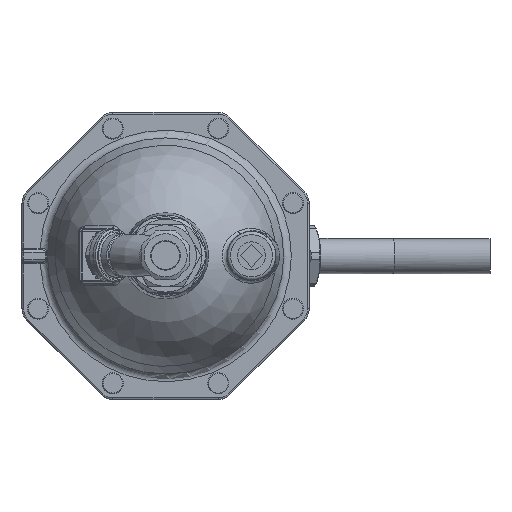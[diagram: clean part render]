
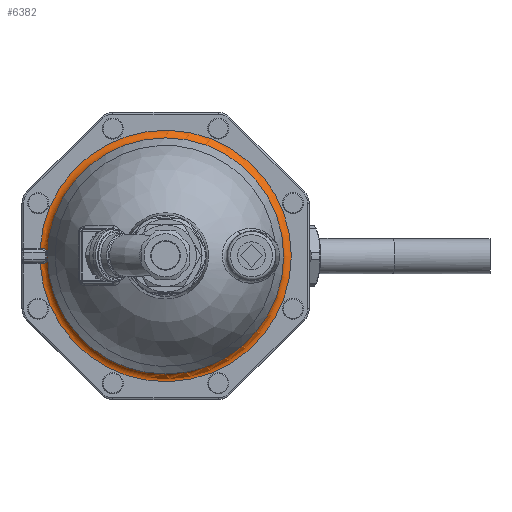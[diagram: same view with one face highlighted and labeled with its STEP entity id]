
A CAD part, top view. The second image highlights one B-rep face of the part: STEP entity #6382.
In plain terms, the highlighted toroidal (fillet/blend) face has major radius 77.501 mm and minor radius 5 mm.
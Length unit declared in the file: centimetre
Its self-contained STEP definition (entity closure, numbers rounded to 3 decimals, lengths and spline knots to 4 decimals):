
#408=TOROIDAL_SURFACE('',#7035,7.7501,0.5);
#501=B_SPLINE_CURVE_WITH_KNOTS('',3,(#12235,#12236,#12237,#12238,#12239,
#12240,#12241,#12242),.UNSPECIFIED.,.F.,.F.,(4,1,1,1,1,4),(0.,0.0806,
0.1612,0.3224,0.4836,0.5642),
 .UNSPECIFIED.);
#503=B_SPLINE_CURVE_WITH_KNOTS('',3,(#12299,#12300,#12301,#12302,#12303,
#12304,#12305,#12306),.UNSPECIFIED.,.F.,.F.,(4,1,1,1,1,4),(0.,0.1008,
0.1612,0.3224,0.4836,0.5642),
 .UNSPECIFIED.);
#1477=FACE_BOUND('',#2311,.T.);
#1795=FACE_OUTER_BOUND('',#2310,.T.);
#2310=EDGE_LOOP('',(#5365));
#2311=EDGE_LOOP('',(#5366,#5367,#5368,#5369));
#2721=CIRCLE('',#7017,7.7501);
#2728=CIRCLE('',#7031,7.3171);
#2731=CIRCLE('',#7036,7.2803);
#3219=VERTEX_POINT('',#12153);
#3220=VERTEX_POINT('',#12155);
#3229=VERTEX_POINT('',#12233);
#3231=VERTEX_POINT('',#12245);
#3233=VERTEX_POINT('',#12310);
#3959=EDGE_CURVE('',#3220,#3219,#2721,.T.);
#3976=EDGE_CURVE('',#3229,#3219,#501,.T.);
#3978=EDGE_CURVE('',#3231,#3229,#2728,.T.);
#3982=EDGE_CURVE('',#3220,#3231,#503,.T.);
#3984=EDGE_CURVE('',#3233,#3233,#2731,.T.);
#5365=ORIENTED_EDGE('',*,*,#3984,.T.);
#5366=ORIENTED_EDGE('',*,*,#3982,.F.);
#5367=ORIENTED_EDGE('',*,*,#3959,.T.);
#5368=ORIENTED_EDGE('',*,*,#3976,.F.);
#5369=ORIENTED_EDGE('',*,*,#3978,.F.);
#6382=ADVANCED_FACE('',(#1795,#1477),#408,.F.);
#7017=AXIS2_PLACEMENT_3D('',#12156,#8421,#8422);
#7031=AXIS2_PLACEMENT_3D('',#12247,#8459,#8460);
#7035=AXIS2_PLACEMENT_3D('',#12309,#8468,#8469);
#7036=AXIS2_PLACEMENT_3D('',#12311,#8470,#8471);
#8421=DIRECTION('center_axis',(0.,0.,1.));
#8422=DIRECTION('ref_axis',(1.,0.,0.));
#8459=DIRECTION('center_axis',(0.,0.,-1.));
#8460=DIRECTION('ref_axis',(-1.,0.,0.));
#8468=DIRECTION('center_axis',(0.,0.,-1.));
#8469=DIRECTION('ref_axis',(-1.,0.,0.));
#8470=DIRECTION('center_axis',(0.,0.,-1.));
#8471=DIRECTION('ref_axis',(1.,0.,0.));
#12153=CARTESIAN_POINT('',(-7.735,0.4828,1.5));
#12155=CARTESIAN_POINT('',(-7.735,-0.4828,1.5));
#12156=CARTESIAN_POINT('Origin',(0.,0.,1.5));
#12233=CARTESIAN_POINT('',(-7.3144,0.1977,1.75));
#12235=CARTESIAN_POINT('Ctrl Pts',(-7.3144,0.1977,
1.75));
#12236=CARTESIAN_POINT('Ctrl Pts',(-7.3137,0.2242,
1.75));
#12237=CARTESIAN_POINT('Ctrl Pts',(-7.3174,0.277,
1.7409));
#12238=CARTESIAN_POINT('Ctrl Pts',(-7.3458,0.3753,1.6885));
#12239=CARTESIAN_POINT('Ctrl Pts',(-7.4429,0.4559,
1.5787));
#12240=CARTESIAN_POINT('Ctrl Pts',(-7.6015,0.4777,
1.5096));
#12241=CARTESIAN_POINT('Ctrl Pts',(-7.7015,0.4824,
1.5));
#12242=CARTESIAN_POINT('Ctrl Pts',(-7.735,0.4828,
1.5));
#12245=CARTESIAN_POINT('',(-7.3144,-0.1977,1.75));
#12247=CARTESIAN_POINT('Origin',(0.,0.,1.75));
#12299=CARTESIAN_POINT('Ctrl Pts',(-7.735,-0.4828,
1.5));
#12300=CARTESIAN_POINT('Ctrl Pts',(-7.6931,-0.4823,
1.5));
#12301=CARTESIAN_POINT('Ctrl Pts',(-7.6259,-0.4792,
1.5091));
#12302=CARTESIAN_POINT('Ctrl Pts',(-7.4994,-0.4631,
1.5511));
#12303=CARTESIAN_POINT('Ctrl Pts',(-7.3713,-0.4187,
1.6459));
#12304=CARTESIAN_POINT('Ctrl Pts',(-7.3181,-0.3043,
1.7378));
#12305=CARTESIAN_POINT('Ctrl Pts',(-7.3137,-0.2242,
1.75));
#12306=CARTESIAN_POINT('Ctrl Pts',(-7.3144,-0.1977,
1.75));
#12309=CARTESIAN_POINT('Origin',(0.,0.,2.));
#12310=CARTESIAN_POINT('',(-7.2803,0.,1.829));
#12311=CARTESIAN_POINT('Origin',(0.,0.,1.829));
